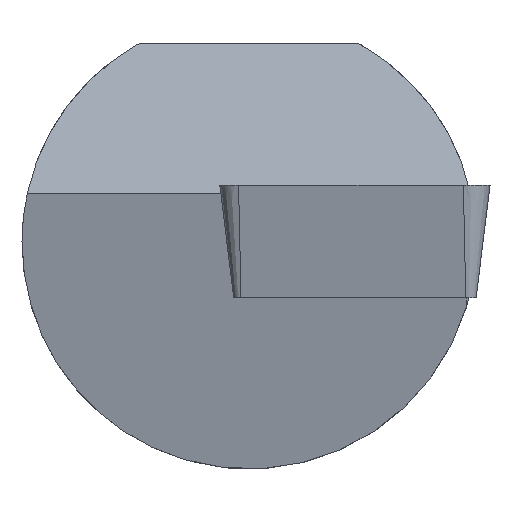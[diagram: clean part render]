
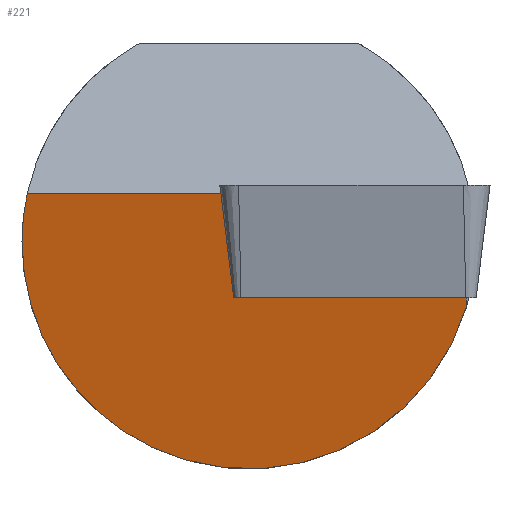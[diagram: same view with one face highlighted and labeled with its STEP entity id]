
A CAD part, left-side view. The second image highlights one B-rep face of the part: STEP entity #221.
In plain terms, the highlighted planar face has unit normal (-0.978, 0.172, -0.122).
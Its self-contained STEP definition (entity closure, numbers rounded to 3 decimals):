
#194=ELLIPSE('',#547,8.184,8.);
#204=PLANE('',#554);
#221=ADVANCED_FACE('',(#246),#204,.F.);
#246=FACE_OUTER_BOUND('',#268,.T.);
#268=EDGE_LOOP('',(#380,#381,#382,#383,#384));
#284=LINE('',#686,#316);
#294=LINE('',#738,#326);
#295=LINE('',#741,#327);
#296=LINE('',#743,#328);
#316=VECTOR('',#580,1.);
#326=VECTOR('',#612,1.);
#327=VECTOR('',#617,1.);
#328=VECTOR('',#618,1.);
#380=ORIENTED_EDGE('',*,*,#499,.F.);
#381=ORIENTED_EDGE('',*,*,#500,.T.);
#382=ORIENTED_EDGE('',*,*,#498,.F.);
#383=ORIENTED_EDGE('',*,*,#488,.F.);
#384=ORIENTED_EDGE('',*,*,#480,.F.);
#446=VERTEX_POINT('',#684);
#448=VERTEX_POINT('',#687);
#455=VERTEX_POINT('',#721);
#460=VERTEX_POINT('',#735);
#461=VERTEX_POINT('',#742);
#480=EDGE_CURVE('',#446,#448,#284,.T.);
#488=EDGE_CURVE('',#448,#455,#194,.T.);
#498=EDGE_CURVE('',#455,#460,#294,.T.);
#499=EDGE_CURVE('',#461,#446,#295,.T.);
#500=EDGE_CURVE('',#461,#460,#296,.T.);
#547=AXIS2_PLACEMENT_3D('',#720,#595,#596);
#554=AXIS2_PLACEMENT_3D('',#744,#619,#620);
#580=DIRECTION('',(0.12,-0.021,-0.993));
#595=DIRECTION('',(0.977,-0.172,0.122));
#596=DIRECTION('',(-0.211,-0.798,0.564));
#612=DIRECTION('',(-0.174,-0.985,0.));
#617=DIRECTION('',(-0.174,-0.985,0.));
#618=DIRECTION('',(-0.102,0.121,0.987));
#619=DIRECTION('',(0.977,-0.172,0.122));
#620=DIRECTION('',(0.174,0.985,0.));
#684=CARTESIAN_POINT('',(0.591,-7.663,-1.97));
#686=CARTESIAN_POINT('',(0.591,-7.663,-1.97));
#687=CARTESIAN_POINT('',(0.628,-7.67,-2.275));
#720=CARTESIAN_POINT('',(1.696,0.,0.));
#721=CARTESIAN_POINT('',(2.863,7.817,1.7));
#735=CARTESIAN_POINT('',(1.659,0.988,1.7));
#738=CARTESIAN_POINT('',(22.876,121.319,1.7));
#741=CARTESIAN_POINT('',(3.793,10.5,-1.97));
#742=CARTESIAN_POINT('',(2.037,0.538,-1.97));
#743=CARTESIAN_POINT('',(1.932,0.662,-0.954));
#744=CARTESIAN_POINT('',(3.793,10.5,-1.97));
